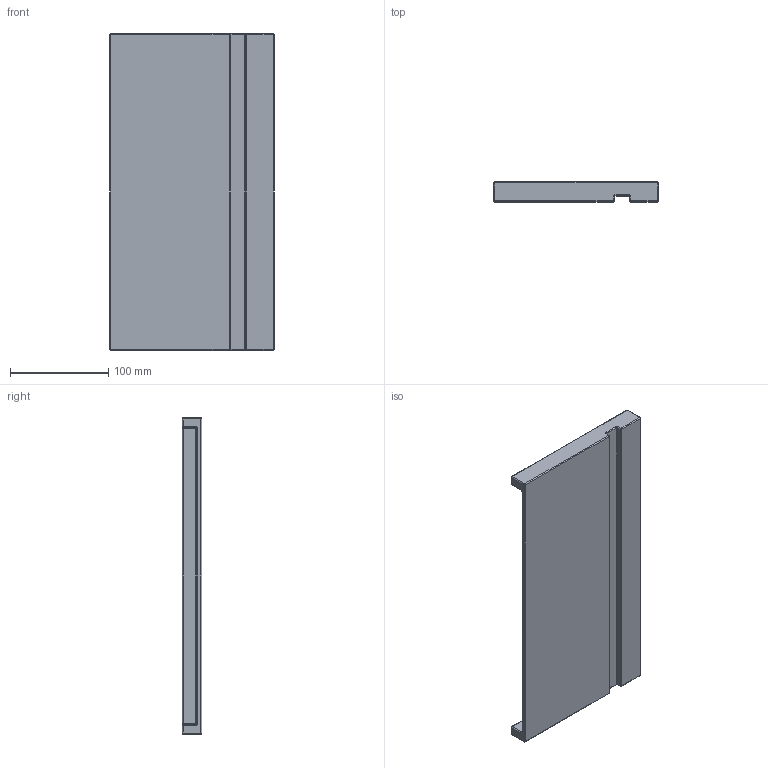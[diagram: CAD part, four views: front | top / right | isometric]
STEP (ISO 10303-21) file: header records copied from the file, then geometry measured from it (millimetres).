
FILE_DESCRIPTION(('Open CASCADE Model'),'2;1');
FILE_NAME('Open CASCADE Shape Model','2023-08-08T16:46:37',('Author'),( 'Open CASCADE'),'Open CASCADE STEP processor 7.6','Open CASCADE 7.6' ,'Unknown');
FILE_SCHEMA(('AUTOMOTIVE_DESIGN { 1 0 10303 214 1 1 1 1 }'));
Length unit declared in the file: millimetre
Products named in the file (1): Open CASCADE STEP translator 7.6 1
Bounding box: 167.65 x 20 x 322.5 mm (x, y, z)
Volume: 597831.7 mm3; surface area: 132340.3 mm2
Topology: 1 solids, 1 shells, 74 faces, 168 edges, 80 vertices
Faces by surface type: cylinder 36, sphere 16, plane 14, torus 8
Entity records: 3806 total; most frequent: CARTESIAN_POINT 731, DIRECTION 586, ORIENTED_EDGE 304, PCURVE 304, DEFINITIONAL_REPRESENTATION 304, LINE 272, VECTOR 272, AXIS2_PLACEMENT_3D 155
